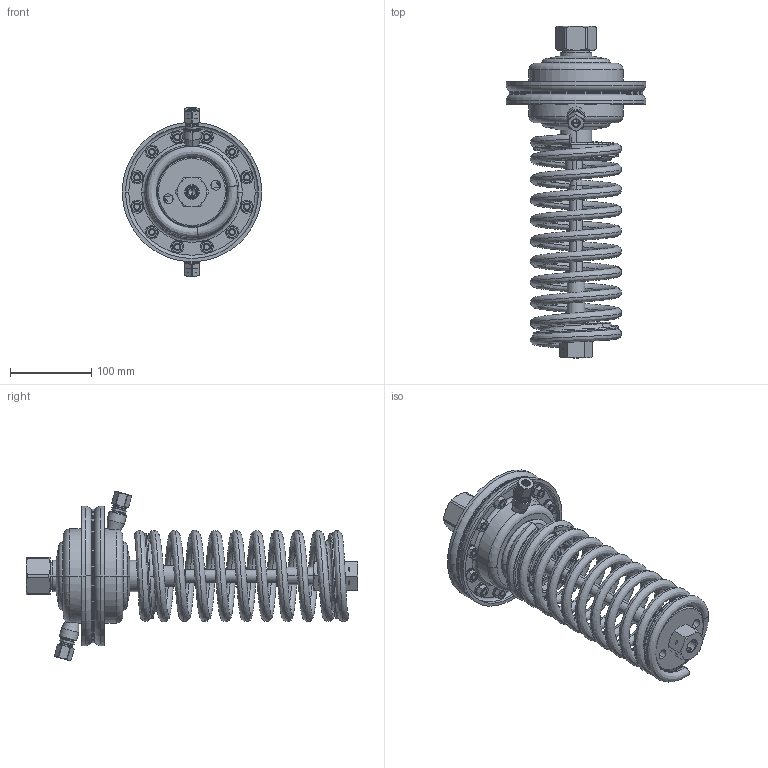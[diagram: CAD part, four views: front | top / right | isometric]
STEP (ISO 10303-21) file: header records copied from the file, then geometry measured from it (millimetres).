
FILE_DESCRIPTION((''),'2;1');
FILE_NAME('003G1019_ASM','2015-03-12T',('u317927'),('Danfoss'),'PRO/ENGINEER BY PARAMETRIC TECHNOLOGY CORPORATION, 2014000','PRO/ENGINEER BY PARAMETRIC TECHNOLOGY CORPORATION, 2014000','');
FILE_SCHEMA(('CONFIG_CONTROL_DESIGN'));
Length unit declared in the file: millimetre
Products named in the file (24): 8881043; 8863040; 8881045; 8881026_ASM; 8539087; 8881031; 8863003; 8863003_ASM; 8863013; 8863006; 88630100; 88630120_3_RAZTEGNJENA; 8863011; 5184030; 5201742; 5191731; TESNILO_18X14; 8863078; PRIKLJUCEK_MATICA; PRIKLJUCEK_VST; PRIKLJUCEK_3_ASM; 51950210; 8881035; 003G1019_ASM
Assembly tree (62 placements, depth 3):
  003G1019_ASM
    8881026_ASM
      8881043
      8863040
      8881045
    8539087
    8881031  x2
    8863003_ASM
      8881043
      8863003
      8881045
    8863013
    8863006
    88630100  x2
    88630120_3_RAZTEGNJENA
    8863011
    5184030  x12
    5201742  x12
    5191731  x12
    TESNILO_18X14  x2
    PRIKLJUCEK_3_ASM  x2
      8863078
      PRIKLJUCEK_MATICA
      PRIKLJUCEK_VST
    51950210
    8881035
Bounding box: 172 x 409.11 x 208.47 mm (x, y, z)
Volume: 1097203.1 mm3; surface area: 527188.3 mm2
Topology: 61 solids, 95 shells, 1719 faces, 3881 edges, 2353 vertices
Faces by surface type: cylinder 565, cone 464, plane 416, torus 140, bspline 108, sphere 26
Entity records: 28740 total; most frequent: CARTESIAN_POINT 11507, DIRECTION 3795, ORIENTED_EDGE 3248, EDGE_CURVE 1656, AXIS2_PLACEMENT_3D 1654, VERTEX_POINT 1009, CIRCLE 881, EDGE_LOOP 845
